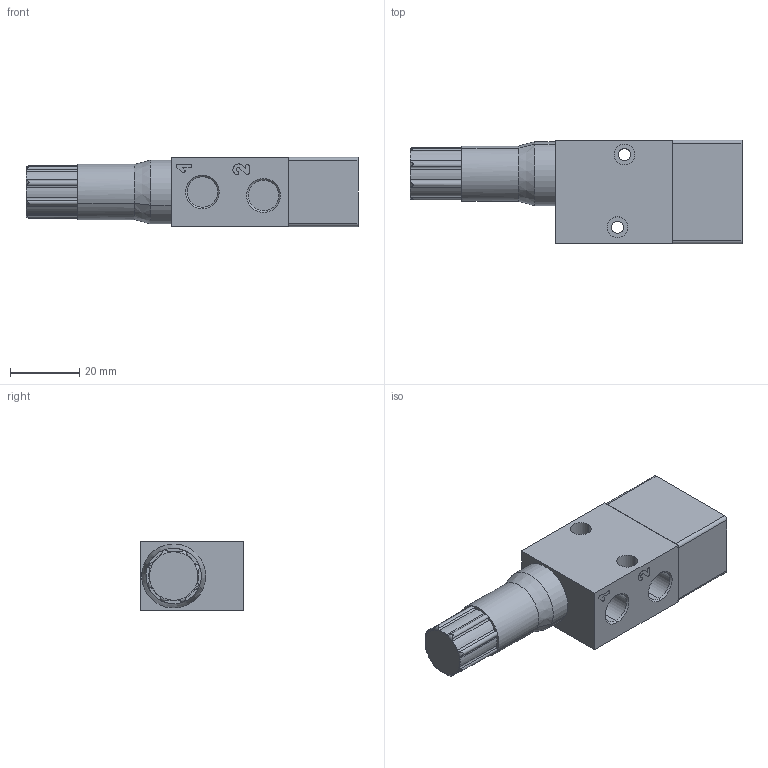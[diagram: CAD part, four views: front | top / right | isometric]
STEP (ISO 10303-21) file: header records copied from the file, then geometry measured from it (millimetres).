
FILE_DESCRIPTION (( 'STEP AP214' ), '1' );
FILE_NAME ('10_009_4.STEP', '2016-01-05T07:45:00', ( '' ), ( '' ), 'SwSTEP 2.0', 'SolidWorks 2016', '' );
FILE_SCHEMA (( 'AUTOMOTIVE_DESIGN' ));
Length unit declared in the file: millimetre
Products named in the file (1): 10_009_4
Bounding box: 96 x 30 x 20 mm (x, y, z)
Volume: 39496.2 mm3; surface area: 12318.3 mm2
Topology: 6 solids, 6 shells, 618 faces, 1605 edges, 1005 vertices
Faces by surface type: cone 310, cylinder 228, plane 68, torus 10, sphere 2
Entity records: 19395 total; most frequent: DIRECTION 3724, CARTESIAN_POINT 3411, ORIENTED_EDGE 3192, EDGE_CURVE 1596, AXIS2_PLACEMENT_3D 1545, VERTEX_POINT 1002, CIRCLE 926, EDGE_LOOP 634
